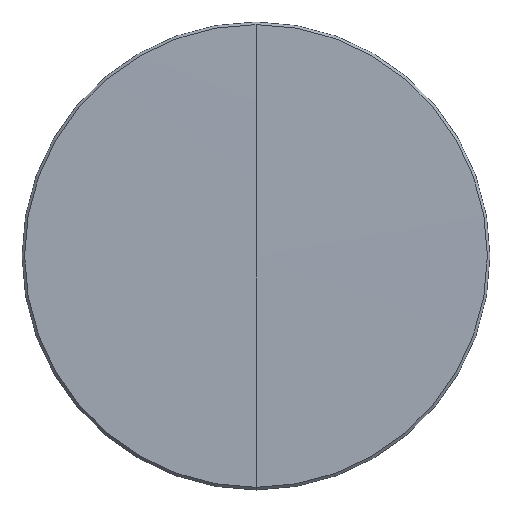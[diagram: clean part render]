
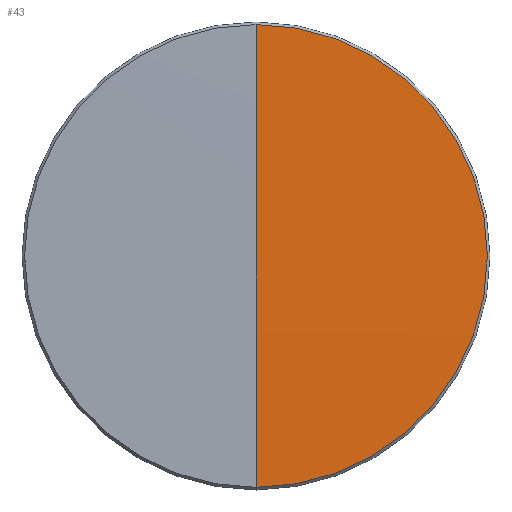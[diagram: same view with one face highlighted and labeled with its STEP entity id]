
A CAD part, top view. The second image highlights one B-rep face of the part: STEP entity #43.
In plain terms, the highlighted spherical face has radius 1212.65 mm.
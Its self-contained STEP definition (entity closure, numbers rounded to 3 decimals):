
#15 = CARTESIAN_POINT ( 'NONE',  ( 0., 0., -1211.615 ) ) ;
#20 = EDGE_CURVE ( 'NONE', #179, #249, #165, .T. ) ;
#29 = CARTESIAN_POINT ( 'NONE',  ( 0., 0., 0.97 ) ) ;
#33 = CARTESIAN_POINT ( 'NONE',  ( 0., 0., -1211.615 ) ) ;
#40 = DIRECTION ( 'NONE',  ( 1., 0., 0. ) ) ;
#43 = ADVANCED_FACE ( 'NONE', ( #86 ), #109, .T. ) ;
#66 = VERTEX_POINT ( 'NONE', #224 ) ;
#83 = AXIS2_PLACEMENT_3D ( 'NONE', #15, #40, #287 ) ;
#84 = ORIENTED_EDGE ( 'NONE', *, *, #118, .F. ) ;
#86 = FACE_OUTER_BOUND ( 'NONE', #141, .T. ) ;
#99 = CIRCLE ( 'NONE', #220, 1212.65 ) ;
#102 = AXIS2_PLACEMENT_3D ( 'NONE', #29, #199, #301 ) ;
#109 = SPHERICAL_SURFACE ( 'NONE', #83, 1212.65 ) ;
#118 = EDGE_CURVE ( 'NONE', #66, #179, #99, .T. ) ;
#131 = DIRECTION ( 'NONE',  ( -1., 0., 0. ) ) ;
#141 = EDGE_LOOP ( 'NONE', ( #84, #174, #272 ) ) ;
#151 = EDGE_CURVE ( 'NONE', #66, #249, #234, .T. ) ;
#155 = DIRECTION ( 'NONE',  ( 1., 0., 0. ) ) ;
#165 = CIRCLE ( 'NONE', #102, 12.559 ) ;
#174 = ORIENTED_EDGE ( 'NONE', *, *, #151, .T. ) ;
#179 = VERTEX_POINT ( 'NONE', #214 ) ;
#199 = DIRECTION ( 'NONE',  ( 0., 0., -1. ) ) ;
#205 = CARTESIAN_POINT ( 'NONE',  ( 0., -12.559, 0.97 ) ) ;
#214 = CARTESIAN_POINT ( 'NONE',  ( 0., 12.559, 0.97 ) ) ;
#220 = AXIS2_PLACEMENT_3D ( 'NONE', #33, #131, #294 ) ;
#224 = CARTESIAN_POINT ( 'NONE',  ( 0., 0., 1.035 ) ) ;
#234 = CIRCLE ( 'NONE', #254, 1212.65 ) ;
#245 = CARTESIAN_POINT ( 'NONE',  ( 0., 0., -1211.615 ) ) ;
#249 = VERTEX_POINT ( 'NONE', #205 ) ;
#254 = AXIS2_PLACEMENT_3D ( 'NONE', #245, #155, #276 ) ;
#272 = ORIENTED_EDGE ( 'NONE', *, *, #20, .F. ) ;
#276 = DIRECTION ( 'NONE',  ( 0., 1., 0. ) ) ;
#287 = DIRECTION ( 'NONE',  ( 0., 1., 0. ) ) ;
#294 = DIRECTION ( 'NONE',  ( 0., 0., 1. ) ) ;
#301 = DIRECTION ( 'NONE',  ( 0., 1., 0. ) ) ;
